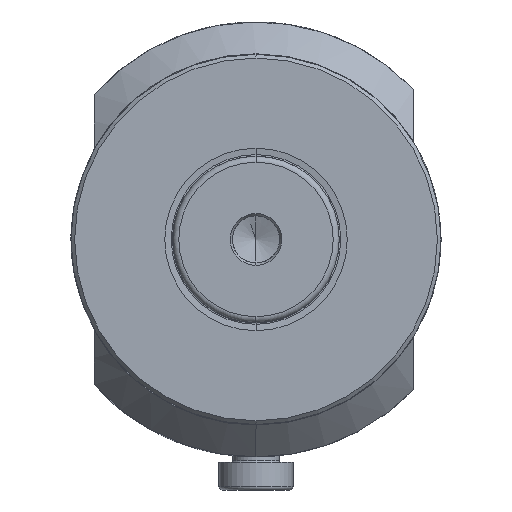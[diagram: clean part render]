
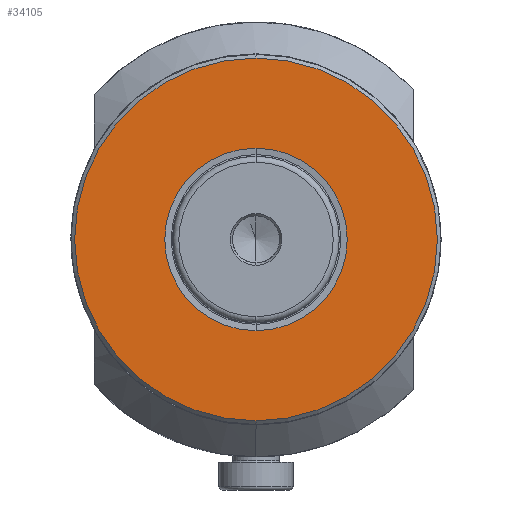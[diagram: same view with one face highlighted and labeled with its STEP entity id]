
A CAD part, left-side view. The second image highlights one B-rep face of the part: STEP entity #34105.
In plain terms, the highlighted planar face has unit normal (-1, 0, 0).
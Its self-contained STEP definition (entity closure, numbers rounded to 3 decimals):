
#41 = VERTEX_POINT ( 'NONE', #6059 ) ;
#2375 = FACE_BOUND ( 'NONE', #12402, .T. ) ;
#3412 = DIRECTION ( 'NONE',  ( 0., 0., 1. ) ) ;
#3459 = CARTESIAN_POINT ( 'NONE',  ( -136., 0., 39.2 ) ) ;
#4230 = DIRECTION ( 'NONE',  ( -1., 0., 0. ) ) ;
#4479 = FACE_OUTER_BOUND ( 'NONE', #8613, .T. ) ;
#6059 = CARTESIAN_POINT ( 'NONE',  ( -136., 0., -39.2 ) ) ;
#8222 = AXIS2_PLACEMENT_3D ( 'NONE', #18367, #26530, #15796 ) ;
#8613 = EDGE_LOOP ( 'NONE', ( #22940, #25448 ) ) ;
#9991 = CARTESIAN_POINT ( 'NONE',  ( -136., 0., 0. ) ) ;
#11782 = DIRECTION ( 'NONE',  ( -1., 0., 0. ) ) ;
#12360 = VERTEX_POINT ( 'NONE', #32590 ) ;
#12402 = EDGE_LOOP ( 'NONE', ( #16888, #23693 ) ) ;
#12946 = PLANE ( 'NONE',  #8222 ) ;
#14971 = CARTESIAN_POINT ( 'NONE',  ( -136., 0., 0. ) ) ;
#15796 = DIRECTION ( 'NONE',  ( 0., 0., -1. ) ) ;
#15916 = VERTEX_POINT ( 'NONE', #3459 ) ;
#16338 = VERTEX_POINT ( 'NONE', #22662 ) ;
#16339 = EDGE_CURVE ( 'NONE', #41, #15916, #22962, .T. ) ;
#16760 = CARTESIAN_POINT ( 'NONE',  ( -136., 0., 0. ) ) ;
#16870 = CIRCLE ( 'NONE', #32878, 19.715 ) ;
#16888 = ORIENTED_EDGE ( 'NONE', *, *, #33838, .F. ) ;
#17121 = DIRECTION ( 'NONE',  ( 0., 0., 1. ) ) ;
#18367 = CARTESIAN_POINT ( 'NONE',  ( -136., 19.715, 0. ) ) ;
#20717 = CIRCLE ( 'NONE', #33967, 39.2 ) ;
#20968 = DIRECTION ( 'NONE',  ( -1., 0., 0. ) ) ;
#22662 = CARTESIAN_POINT ( 'NONE',  ( -136., 0., -19.715 ) ) ;
#22940 = ORIENTED_EDGE ( 'NONE', *, *, #16339, .T. ) ;
#22962 = CIRCLE ( 'NONE', #33589, 39.2 ) ;
#23693 = ORIENTED_EDGE ( 'NONE', *, *, #31906, .F. ) ;
#24279 = AXIS2_PLACEMENT_3D ( 'NONE', #14971, #4230, #28559 ) ;
#25448 = ORIENTED_EDGE ( 'NONE', *, *, #30103, .T. ) ;
#26530 = DIRECTION ( 'NONE',  ( 1., 0., 0. ) ) ;
#28559 = DIRECTION ( 'NONE',  ( 0., 0., 1. ) ) ;
#28614 = CIRCLE ( 'NONE', #24279, 19.715 ) ;
#30103 = EDGE_CURVE ( 'NONE', #15916, #41, #20717, .T. ) ;
#30715 = DIRECTION ( 'NONE',  ( -1., 0., 0. ) ) ;
#31906 = EDGE_CURVE ( 'NONE', #16338, #12360, #16870, .T. ) ;
#32096 = DIRECTION ( 'NONE',  ( 0., 0., 1. ) ) ;
#32590 = CARTESIAN_POINT ( 'NONE',  ( -136., 0., 19.715 ) ) ;
#32878 = AXIS2_PLACEMENT_3D ( 'NONE', #9991, #20968, #32096 ) ;
#33454 = CARTESIAN_POINT ( 'NONE',  ( -136., 0., 0. ) ) ;
#33589 = AXIS2_PLACEMENT_3D ( 'NONE', #16760, #11782, #3412 ) ;
#33838 = EDGE_CURVE ( 'NONE', #12360, #16338, #28614, .T. ) ;
#33967 = AXIS2_PLACEMENT_3D ( 'NONE', #33454, #30715, #17121 ) ;
#34105 = ADVANCED_FACE ( 'NONE', ( #2375, #4479 ), #12946, .F. ) ;
